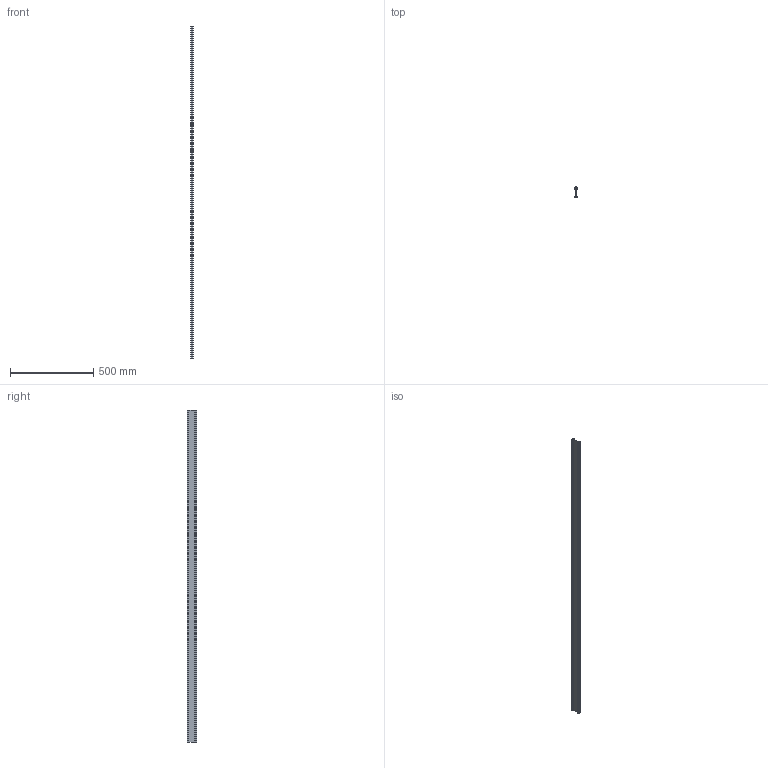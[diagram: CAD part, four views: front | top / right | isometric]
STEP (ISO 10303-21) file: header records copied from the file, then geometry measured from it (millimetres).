
FILE_DESCRIPTION (( 'STEP AP214' ), '1' );
FILE_NAME ('CKK-40D-NP-150-060-K01 Ðàçäåëèòåëüíàÿ ïåðåãîðîäêà íåñóùàÿ, âûñîòà 60, äëÿ Ïðàéìåð 150õ60.STEP', '2016-07-14T08:33:14', ( '' ), ( '' ), 'SwSTEP 2.0', 'SolidWorks 2014', '' );
FILE_SCHEMA (( 'AUTOMOTIVE_DESIGN' ));
Length unit declared in the file: millimetre
Products named in the file (1): CKK-40D-NP-150-060-K01 Ðàçäåëèòåëüíàÿ ïåðåãîðîäêà íåñóùàÿ, âûñîòà 60, äëÿ Ïðàéìåð 150õ60
Bounding box: 16 x 56.8 x 2000 mm (x, y, z)
Volume: 336411.4 mm3; surface area: 400013.6 mm2
Topology: 1 solids, 1 shells, 30 faces, 84 edges, 56 vertices
Faces by surface type: plane 30
Entity records: 982 total; most frequent: CARTESIAN_POINT 171, ORIENTED_EDGE 168, DIRECTION 146, VECTOR 84, LINE 84, EDGE_CURVE 84, VERTEX_POINT 56, AXIS2_PLACEMENT_3D 31
